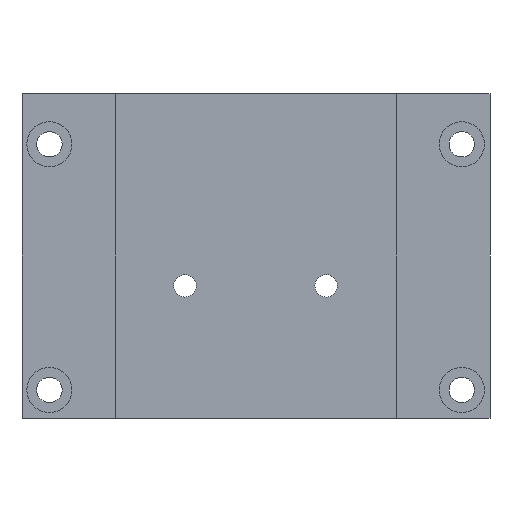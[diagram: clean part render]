
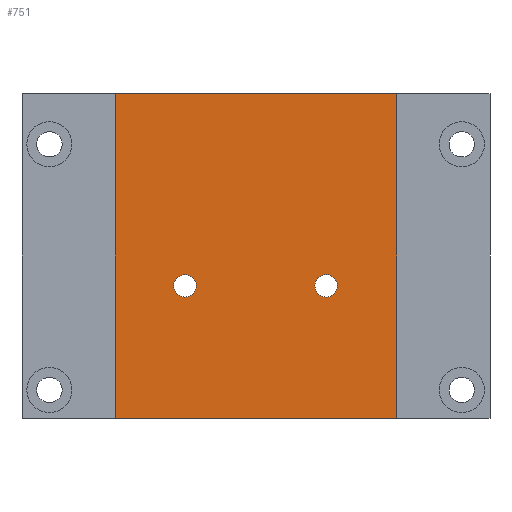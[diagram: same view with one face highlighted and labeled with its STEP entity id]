
A CAD part, front view. The second image highlights one B-rep face of the part: STEP entity #751.
In plain terms, the highlighted planar face has unit normal (0, -1, 0).
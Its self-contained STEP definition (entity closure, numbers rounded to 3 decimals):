
#17 = CARTESIAN_POINT ( 'NONE',  ( -77.5, 9., 25.43 ) ) ;
#22 = EDGE_CURVE ( 'NONE', #535, #943, #1299, .T. ) ;
#28 = PLANE ( 'NONE',  #131 ) ;
#34 = CARTESIAN_POINT ( 'NONE',  ( -102.5, 9., 23.43 ) ) ;
#43 = EDGE_LOOP ( 'NONE', ( #941, #1213 ) ) ;
#46 = CIRCLE ( 'NONE', #1206, 2. ) ;
#123 = CARTESIAN_POINT ( 'NONE',  ( -114.825, 9., 57.43 ) ) ;
#131 = AXIS2_PLACEMENT_3D ( 'NONE', #123, #337, #1224 ) ;
#140 = CARTESIAN_POINT ( 'NONE',  ( -102.5, 9., 25.43 ) ) ;
#149 = CARTESIAN_POINT ( 'NONE',  ( -114.825, 9., 0. ) ) ;
#210 = VECTOR ( 'NONE', #821, 1000. ) ;
#212 = VECTOR ( 'NONE', #696, 1000. ) ;
#221 = AXIS2_PLACEMENT_3D ( 'NONE', #624, #844, #331 ) ;
#225 = CARTESIAN_POINT ( 'NONE',  ( -114.825, 9., 57.43 ) ) ;
#232 = VERTEX_POINT ( 'NONE', #918 ) ;
#241 = VERTEX_POINT ( 'NONE', #140 ) ;
#268 = LINE ( 'NONE', #407, #210 ) ;
#273 = CARTESIAN_POINT ( 'NONE',  ( -114.825, 9., 57.43 ) ) ;
#309 = EDGE_LOOP ( 'NONE', ( #804, #967 ) ) ;
#331 = DIRECTION ( 'NONE',  ( 0., 0., -1. ) ) ;
#337 = DIRECTION ( 'NONE',  ( 0., 1., 0. ) ) ;
#404 = DIRECTION ( 'NONE',  ( 0., 0., -1. ) ) ;
#407 = CARTESIAN_POINT ( 'NONE',  ( -114.825, 9., 0. ) ) ;
#438 = VERTEX_POINT ( 'NONE', #461 ) ;
#461 = CARTESIAN_POINT ( 'NONE',  ( -77.5, 9., 21.43 ) ) ;
#522 = FACE_BOUND ( 'NONE', #309, .T. ) ;
#531 = DIRECTION ( 'NONE',  ( 0., 0., -1. ) ) ;
#535 = VERTEX_POINT ( 'NONE', #273 ) ;
#555 = VERTEX_POINT ( 'NONE', #890 ) ;
#608 = FACE_BOUND ( 'NONE', #43, .T. ) ;
#624 = CARTESIAN_POINT ( 'NONE',  ( -77.5, 9., 23.43 ) ) ;
#687 = VERTEX_POINT ( 'NONE', #917 ) ;
#696 = DIRECTION ( 'NONE',  ( 0., 0., -1. ) ) ;
#697 = CARTESIAN_POINT ( 'NONE',  ( -77.5, 9., 23.43 ) ) ;
#699 = VECTOR ( 'NONE', #806, 1000. ) ;
#708 = EDGE_CURVE ( 'NONE', #438, #1028, #721, .T. ) ;
#720 = EDGE_CURVE ( 'NONE', #687, #241, #1252, .T. ) ;
#721 = CIRCLE ( 'NONE', #1160, 2. ) ;
#751 = ADVANCED_FACE ( 'NONE', ( #522, #608, #1128 ), #28, .F. ) ;
#771 = EDGE_CURVE ( 'NONE', #241, #687, #46, .T. ) ;
#787 = EDGE_CURVE ( 'NONE', #1028, #438, #1107, .T. ) ;
#796 = DIRECTION ( 'NONE',  ( 0., -1., 0. ) ) ;
#802 = LINE ( 'NONE', #1279, #212 ) ;
#804 = ORIENTED_EDGE ( 'NONE', *, *, #708, .F. ) ;
#806 = DIRECTION ( 'NONE',  ( 0., 0., -1. ) ) ;
#821 = DIRECTION ( 'NONE',  ( 1., 0., 0. ) ) ;
#841 = ORIENTED_EDGE ( 'NONE', *, *, #1167, .F. ) ;
#844 = DIRECTION ( 'NONE',  ( 0., -1., 0. ) ) ;
#847 = ORIENTED_EDGE ( 'NONE', *, *, #1088, .F. ) ;
#890 = CARTESIAN_POINT ( 'NONE',  ( -65.025, 9., 0. ) ) ;
#896 = CARTESIAN_POINT ( 'NONE',  ( -114.825, 9., 57.43 ) ) ;
#917 = CARTESIAN_POINT ( 'NONE',  ( -102.5, 9., 21.43 ) ) ;
#918 = CARTESIAN_POINT ( 'NONE',  ( -65.025, 9., 57.43 ) ) ;
#934 = DIRECTION ( 'NONE',  ( 0., -1., 0. ) ) ;
#941 = ORIENTED_EDGE ( 'NONE', *, *, #720, .F. ) ;
#943 = VERTEX_POINT ( 'NONE', #149 ) ;
#967 = ORIENTED_EDGE ( 'NONE', *, *, #787, .F. ) ;
#982 = EDGE_CURVE ( 'NONE', #943, #555, #268, .T. ) ;
#1026 = DIRECTION ( 'NONE',  ( 1., 0., 0. ) ) ;
#1028 = VERTEX_POINT ( 'NONE', #17 ) ;
#1088 = EDGE_CURVE ( 'NONE', #232, #555, #802, .T. ) ;
#1106 = CARTESIAN_POINT ( 'NONE',  ( -102.5, 9., 23.43 ) ) ;
#1107 = CIRCLE ( 'NONE', #221, 2. ) ;
#1113 = LINE ( 'NONE', #225, #1154 ) ;
#1128 = FACE_OUTER_BOUND ( 'NONE', #1225, .T. ) ;
#1154 = VECTOR ( 'NONE', #1026, 1000. ) ;
#1160 = AXIS2_PLACEMENT_3D ( 'NONE', #697, #1315, #1289 ) ;
#1167 = EDGE_CURVE ( 'NONE', #535, #232, #1113, .T. ) ;
#1206 = AXIS2_PLACEMENT_3D ( 'NONE', #34, #934, #531 ) ;
#1213 = ORIENTED_EDGE ( 'NONE', *, *, #771, .F. ) ;
#1224 = DIRECTION ( 'NONE',  ( 0., 0., 1. ) ) ;
#1225 = EDGE_LOOP ( 'NONE', ( #1247, #847, #841, #1269 ) ) ;
#1247 = ORIENTED_EDGE ( 'NONE', *, *, #982, .T. ) ;
#1252 = CIRCLE ( 'NONE', #1314, 2. ) ;
#1269 = ORIENTED_EDGE ( 'NONE', *, *, #22, .T. ) ;
#1279 = CARTESIAN_POINT ( 'NONE',  ( -65.025, 9., 57.43 ) ) ;
#1289 = DIRECTION ( 'NONE',  ( 0., 0., -1. ) ) ;
#1299 = LINE ( 'NONE', #896, #699 ) ;
#1314 = AXIS2_PLACEMENT_3D ( 'NONE', #1106, #796, #404 ) ;
#1315 = DIRECTION ( 'NONE',  ( 0., -1., 0. ) ) ;
